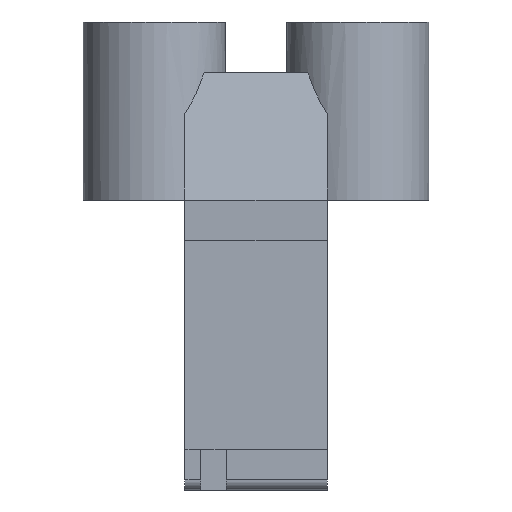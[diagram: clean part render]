
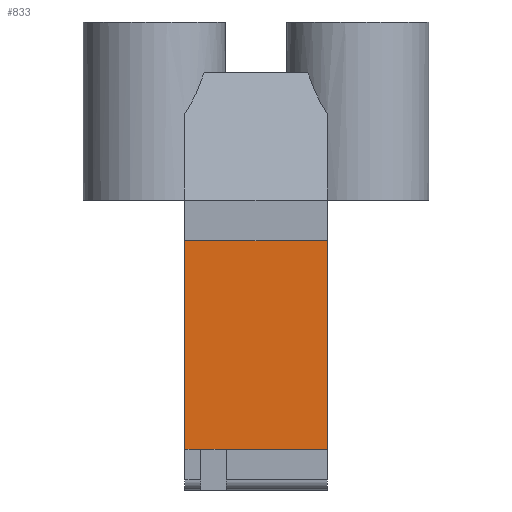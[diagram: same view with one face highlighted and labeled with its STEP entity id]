
A CAD part, left-side view. The second image highlights one B-rep face of the part: STEP entity #833.
In plain terms, the highlighted planar face has unit normal (-1, 0, 0).
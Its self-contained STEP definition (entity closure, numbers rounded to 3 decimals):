
#104=FACE_OUTER_BOUND('',#156,.T.);
#156=EDGE_LOOP('',(#674,#675,#676,#677));
#215=LINE('',#1313,#295);
#235=LINE('',#1372,#315);
#244=LINE('',#1386,#324);
#245=LINE('',#1387,#325);
#295=VECTOR('',#1051,10.);
#315=VECTOR('',#1113,10.);
#324=VECTOR('',#1126,10.);
#325=VECTOR('',#1127,10.);
#370=VERTEX_POINT('',#1294);
#378=VERTEX_POINT('',#1311);
#395=VERTEX_POINT('',#1369);
#396=VERTEX_POINT('',#1371);
#465=EDGE_CURVE('',#370,#378,#215,.T.);
#495=EDGE_CURVE('',#396,#395,#235,.T.);
#504=EDGE_CURVE('',#395,#370,#244,.T.);
#505=EDGE_CURVE('',#378,#396,#245,.T.);
#674=ORIENTED_EDGE('',*,*,#504,.T.);
#675=ORIENTED_EDGE('',*,*,#465,.T.);
#676=ORIENTED_EDGE('',*,*,#505,.T.);
#677=ORIENTED_EDGE('',*,*,#495,.T.);
#789=PLANE('',#920);
#833=ADVANCED_FACE('',(#104),#789,.F.);
#920=AXIS2_PLACEMENT_3D('',#1385,#1124,#1125);
#1051=DIRECTION('',(0.,0.,1.));
#1113=DIRECTION('',(0.,0.,-1.));
#1124=DIRECTION('center_axis',(1.,0.,0.));
#1125=DIRECTION('ref_axis',(0.,0.,-1.));
#1126=DIRECTION('',(0.,-1.,0.));
#1127=DIRECTION('',(0.,1.,0.));
#1294=CARTESIAN_POINT('',(10.25,-14.,-84.));
#1311=CARTESIAN_POINT('',(10.25,-14.,-43.));
#1313=CARTESIAN_POINT('',(10.25,-14.,-84.));
#1369=CARTESIAN_POINT('',(10.25,14.,-84.));
#1371=CARTESIAN_POINT('',(10.25,14.,-43.));
#1372=CARTESIAN_POINT('',(10.25,14.,-84.));
#1385=CARTESIAN_POINT('Origin',(10.25,0.,-43.));
#1386=CARTESIAN_POINT('',(10.25,0.,-84.));
#1387=CARTESIAN_POINT('',(10.25,0.,-43.));
